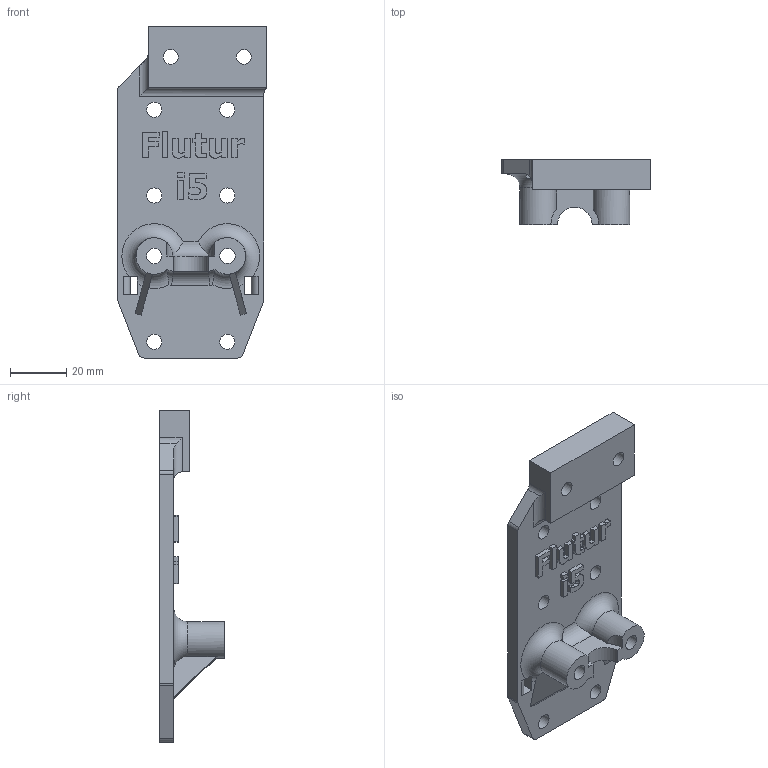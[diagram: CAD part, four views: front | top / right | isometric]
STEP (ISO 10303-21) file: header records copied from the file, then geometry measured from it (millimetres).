
Length unit declared in the file: millimetre
Products named in the file (1): Portal
Bounding box: 52.85 x 23 x 118 mm (x, y, z)
Volume: 38828.9 mm3; surface area: 17684.5 mm2
Topology: 1 solids, 1 shells, 187 faces, 517 edges, 342 vertices
Faces by surface type: plane 120, bspline 33, cylinder 30, torus 4
Full cylindrical faces by diameter (mm): 5.3 x2, 5.4 x6, 5.5 x2
Entity records: 6329 total; most frequent: CARTESIAN_POINT 1663, ORIENTED_EDGE 1034, DIRECTION 804, EDGE_CURVE 517, LINE 374, VECTOR 374, VERTEX_POINT 342, EDGE_LOOP 221
